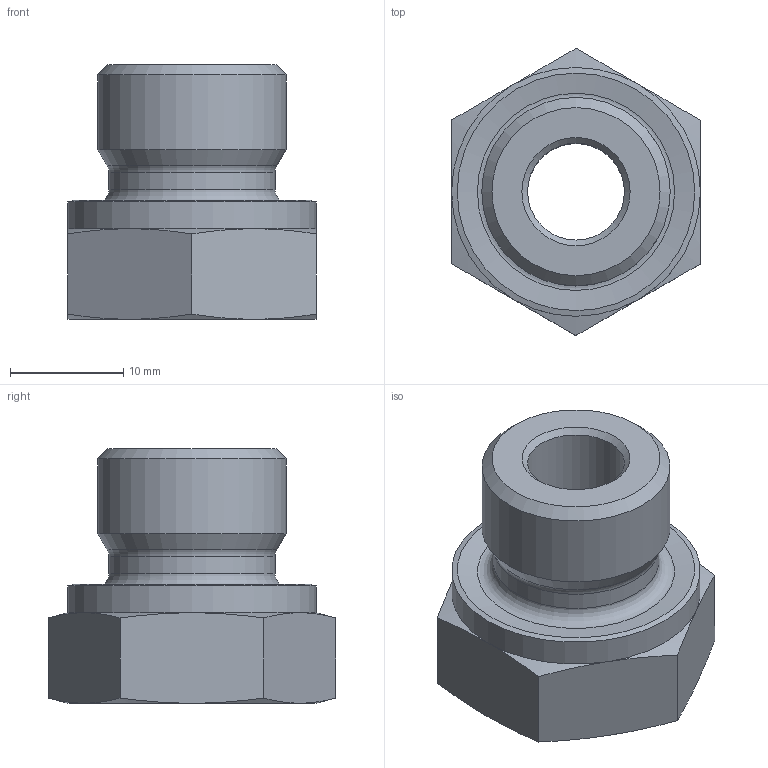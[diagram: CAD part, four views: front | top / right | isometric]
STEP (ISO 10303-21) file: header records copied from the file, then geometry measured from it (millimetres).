
FILE_DESCRIPTION((''),'2;1');
FILE_NAME('715013818.stp','2014-09-02T10:56:03',(''),('KNOMI spol. s r. o.'),'Autodesk Inventor 2012','Autodesk Inventor 2012','');
FILE_SCHEMA(('AUTOMOTIVE_DESIGN { 1 2 10303 214 0 1 1 1 }'));
Length unit declared in the file: millimetre
Products named in the file (1): RIBR G3/8"-G1/8"
Bounding box: 22.01 x 25.4 x 22.5 mm (x, y, z)
Volume: 5384.2 mm3; surface area: 2690.2 mm2
Topology: 1 solids, 1 shells, 32 faces, 71 edges, 41 vertices
Faces by surface type: cone 18, plane 8, cylinder 4, torus 2
Full cylindrical faces by diameter (mm): 8.566 x1, 14.7 x1, 16.662 x1, 22 x1
Entity records: 796 total; most frequent: CARTESIAN_POINT 177, DIRECTION 124, ORIENTED_EDGE 114, AXIS2_PLACEMENT_3D 58, EDGE_CURVE 57, EDGE_LOOP 46, VERTEX_POINT 39, FACE_OUTER_BOUND 32
